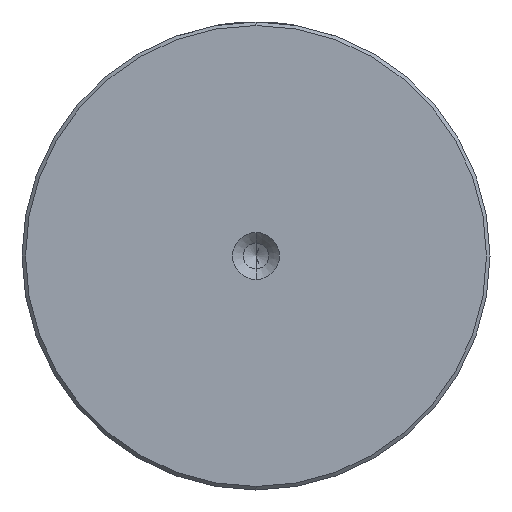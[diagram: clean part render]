
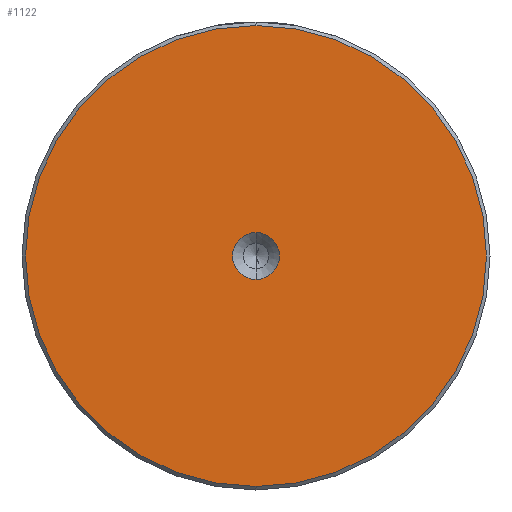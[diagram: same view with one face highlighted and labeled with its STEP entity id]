
A CAD part, left-side view. The second image highlights one B-rep face of the part: STEP entity #1122.
In plain terms, the highlighted planar face has unit normal (-1, 0, 0).
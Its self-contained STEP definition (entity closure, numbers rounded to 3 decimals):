
#5 = EDGE_LOOP ( 'NONE', ( #2000, #1922 ) ) ;
#93 = DIRECTION ( 'NONE',  ( -1., 0., 0. ) ) ;
#122 = CARTESIAN_POINT ( 'NONE',  ( 0., 0., 0. ) ) ;
#325 = DIRECTION ( 'NONE',  ( 0., 0., 1. ) ) ;
#390 = AXIS2_PLACEMENT_3D ( 'NONE', #888, #93, #1481 ) ;
#406 = DIRECTION ( 'NONE',  ( -1., 0., 0. ) ) ;
#553 = CIRCLE ( 'NONE', #1185, 3.3 ) ;
#675 = VERTEX_POINT ( 'NONE', #2352 ) ;
#690 = PLANE ( 'NONE',  #390 ) ;
#698 = CARTESIAN_POINT ( 'NONE',  ( 0., 0., 0. ) ) ;
#864 = EDGE_CURVE ( 'NONE', #675, #1390, #2327, .T. ) ;
#888 = CARTESIAN_POINT ( 'NONE',  ( 0., 0., 0. ) ) ;
#895 = DIRECTION ( 'NONE',  ( 0., 0., 1. ) ) ;
#897 = VERTEX_POINT ( 'NONE', #1404 ) ;
#933 = CARTESIAN_POINT ( 'NONE',  ( 0., 0., 0. ) ) ;
#1023 = VERTEX_POINT ( 'NONE', #1826 ) ;
#1122 = ADVANCED_FACE ( 'NONE', ( #2351, #1778 ), #690, .T. ) ;
#1125 = DIRECTION ( 'NONE',  ( 0., 0., 1. ) ) ;
#1185 = AXIS2_PLACEMENT_3D ( 'NONE', #698, #2068, #895 ) ;
#1197 = CIRCLE ( 'NONE', #1274, 32.5 ) ;
#1214 = EDGE_CURVE ( 'NONE', #1390, #675, #553, .T. ) ;
#1253 = CIRCLE ( 'NONE', #1683, 32.5 ) ;
#1274 = AXIS2_PLACEMENT_3D ( 'NONE', #122, #1517, #325 ) ;
#1337 = EDGE_LOOP ( 'NONE', ( #1800, #1678 ) ) ;
#1390 = VERTEX_POINT ( 'NONE', #1947 ) ;
#1404 = CARTESIAN_POINT ( 'NONE',  ( 0., 0., -32.5 ) ) ;
#1481 = DIRECTION ( 'NONE',  ( 0., 0., 1. ) ) ;
#1517 = DIRECTION ( 'NONE',  ( -1., 0., 0. ) ) ;
#1575 = EDGE_CURVE ( 'NONE', #1023, #897, #1197, .T. ) ;
#1595 = CARTESIAN_POINT ( 'NONE',  ( 0., 0., 0. ) ) ;
#1678 = ORIENTED_EDGE ( 'NONE', *, *, #1575, .T. ) ;
#1683 = AXIS2_PLACEMENT_3D ( 'NONE', #933, #2301, #1125 ) ;
#1778 = FACE_BOUND ( 'NONE', #5, .T. ) ;
#1787 = DIRECTION ( 'NONE',  ( 0., 0., 1. ) ) ;
#1800 = ORIENTED_EDGE ( 'NONE', *, *, #2176, .T. ) ;
#1826 = CARTESIAN_POINT ( 'NONE',  ( 0., 0., 32.5 ) ) ;
#1922 = ORIENTED_EDGE ( 'NONE', *, *, #864, .F. ) ;
#1947 = CARTESIAN_POINT ( 'NONE',  ( 0., 0., 3.3 ) ) ;
#2000 = ORIENTED_EDGE ( 'NONE', *, *, #1214, .F. ) ;
#2068 = DIRECTION ( 'NONE',  ( -1., 0., 0. ) ) ;
#2176 = EDGE_CURVE ( 'NONE', #897, #1023, #1253, .T. ) ;
#2301 = DIRECTION ( 'NONE',  ( -1., 0., 0. ) ) ;
#2327 = CIRCLE ( 'NONE', #2441, 3.3 ) ;
#2351 = FACE_OUTER_BOUND ( 'NONE', #1337, .T. ) ;
#2352 = CARTESIAN_POINT ( 'NONE',  ( 0., 0., -3.3 ) ) ;
#2441 = AXIS2_PLACEMENT_3D ( 'NONE', #1595, #406, #1787 ) ;
